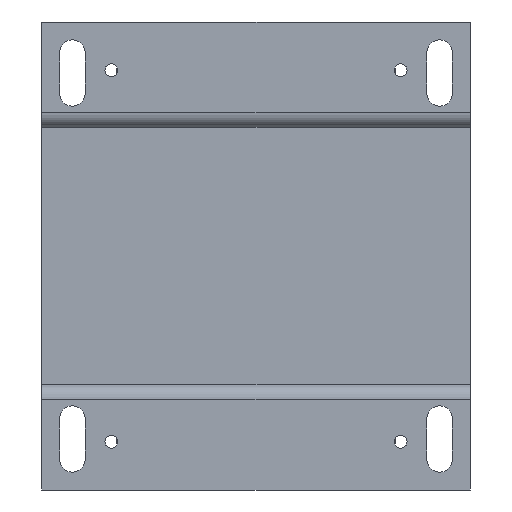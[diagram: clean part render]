
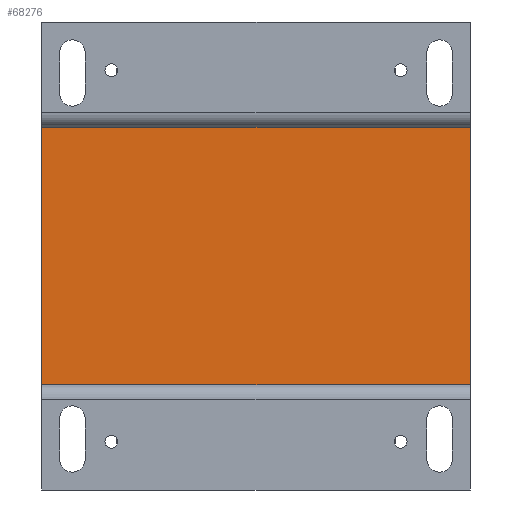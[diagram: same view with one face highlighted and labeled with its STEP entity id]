
A CAD part, front view. The second image highlights one B-rep face of the part: STEP entity #68276.
In plain terms, the highlighted planar face has unit normal (0, -1, 0).
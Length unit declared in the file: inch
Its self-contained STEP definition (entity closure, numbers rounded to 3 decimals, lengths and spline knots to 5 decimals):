
#3079 = ORIENTED_EDGE ( 'NONE', *, *, #71945, .F. ) ;
#6786 = CARTESIAN_POINT ( 'NONE',  ( 2.62205, -2.18504, 1.5748 ) ) ;
#17971 = FACE_OUTER_BOUND ( 'NONE', #116524, .T. ) ;
#18834 = VECTOR ( 'NONE', #18877, 39.37008 ) ;
#18877 = DIRECTION ( 'NONE',  ( 0., 0., -1. ) ) ;
#20203 = CARTESIAN_POINT ( 'NONE',  ( 2.62205, -2.18504, 1.5748 ) ) ;
#22912 = VECTOR ( 'NONE', #117969, 39.37008 ) ;
#27078 = CARTESIAN_POINT ( 'NONE',  ( -2.62205, -2.18504, 1.5748 ) ) ;
#27688 = LINE ( 'NONE', #86707, #22912 ) ;
#28354 = ORIENTED_EDGE ( 'NONE', *, *, #73674, .F. ) ;
#32789 = DIRECTION ( 'NONE',  ( -1., 0., 0. ) ) ;
#35123 = CARTESIAN_POINT ( 'NONE',  ( -2.62205, -2.18504, -1.5748 ) ) ;
#38802 = CARTESIAN_POINT ( 'NONE',  ( -2.62205, -2.18504, 1.5748 ) ) ;
#43825 = AXIS2_PLACEMENT_3D ( 'NONE', #38802, #110069, #49007 ) ;
#49007 = DIRECTION ( 'NONE',  ( 0., 0., 1. ) ) ;
#51533 = ORIENTED_EDGE ( 'NONE', *, *, #101621, .F. ) ;
#60339 = LINE ( 'NONE', #20203, #18834 ) ;
#66573 = VECTOR ( 'NONE', #118916, 39.37008 ) ;
#68276 = ADVANCED_FACE ( 'NONE', ( #17971 ), #79750, .F. ) ;
#69223 = VERTEX_POINT ( 'NONE', #6786 ) ;
#70778 = VERTEX_POINT ( 'NONE', #119095 ) ;
#71945 = EDGE_CURVE ( 'NONE', #70778, #69223, #92159, .T. ) ;
#73674 = EDGE_CURVE ( 'NONE', #100923, #70778, #27688, .T. ) ;
#79750 = PLANE ( 'NONE',  #43825 ) ;
#86707 = CARTESIAN_POINT ( 'NONE',  ( -2.62205, -2.18504, 1.5748 ) ) ;
#91989 = ORIENTED_EDGE ( 'NONE', *, *, #131919, .F. ) ;
#92159 = LINE ( 'NONE', #27078, #66573 ) ;
#95313 = VECTOR ( 'NONE', #32789, 39.37008 ) ;
#100923 = VERTEX_POINT ( 'NONE', #35123 ) ;
#101621 = EDGE_CURVE ( 'NONE', #69223, #115276, #60339, .T. ) ;
#105419 = CARTESIAN_POINT ( 'NONE',  ( -2.62205, -2.18504, -1.5748 ) ) ;
#110069 = DIRECTION ( 'NONE',  ( 0., 1., 0. ) ) ;
#115276 = VERTEX_POINT ( 'NONE', #122122 ) ;
#116524 = EDGE_LOOP ( 'NONE', ( #51533, #3079, #28354, #91989 ) ) ;
#117969 = DIRECTION ( 'NONE',  ( 0., 0., 1. ) ) ;
#118916 = DIRECTION ( 'NONE',  ( 1., 0., 0. ) ) ;
#119095 = CARTESIAN_POINT ( 'NONE',  ( -2.62205, -2.18504, 1.5748 ) ) ;
#120926 = LINE ( 'NONE', #105419, #95313 ) ;
#122122 = CARTESIAN_POINT ( 'NONE',  ( 2.62205, -2.18504, -1.5748 ) ) ;
#131919 = EDGE_CURVE ( 'NONE', #115276, #100923, #120926, .T. ) ;
